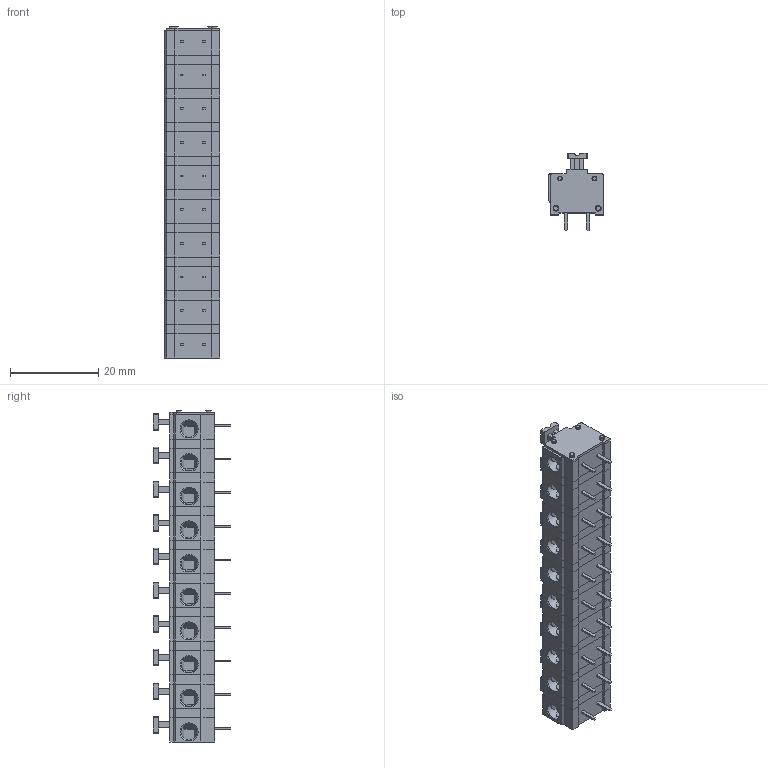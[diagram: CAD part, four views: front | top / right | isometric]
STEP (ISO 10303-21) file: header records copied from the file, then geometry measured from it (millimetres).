
FILE_DESCRIPTION( ( 'Unknown' ), '1' );
FILE_NAME( '691411410010.stp', 'Unknown', ( 'Unknown' ), ( 'Unknown' ), 'PSStep 18.0.17', 'Unknown', ' ' );
FILE_SCHEMA( ( 'AUTOMOTIVE_DESIGN { 1 0 10303 214 1 1 1 1 }' ) );
Length unit declared in the file: millimetre
Products named in the file (4): Assem1; MRT1P7.62_CNT4; MRT1P7.62_CNT2; MRT1P7.62_DX1
Assembly tree (20 placements, depth 2):
  Assem1
    MRT1P7.62_CNT4  x10
    MRT1P7.62_CNT2  x9
    MRT1P7.62_DX1
Bounding box: 12.5 x 17.5 x 75.13 mm (x, y, z)
Volume: 8019.1 mm3; surface area: 10191.8 mm2
Topology: 20 solids, 20 shells, 1140 faces, 2884 edges, 1888 vertices
Faces by surface type: plane 882, cylinder 204, cone 50, torus 4
Full cylindrical faces by diameter (mm): 1.05 x20, 1.1 x2, 1.25 x20, 1.3 x2, 3.7 x10
Entity records: 5499 total; most frequent: CARTESIAN_POINT 774, DIRECTION 731, ORIENTED_EDGE 674, EDGE_CURVE 337, LINE 267, VECTOR 267, AXIS2_PLACEMENT_3D 232, VERTEX_POINT 231
